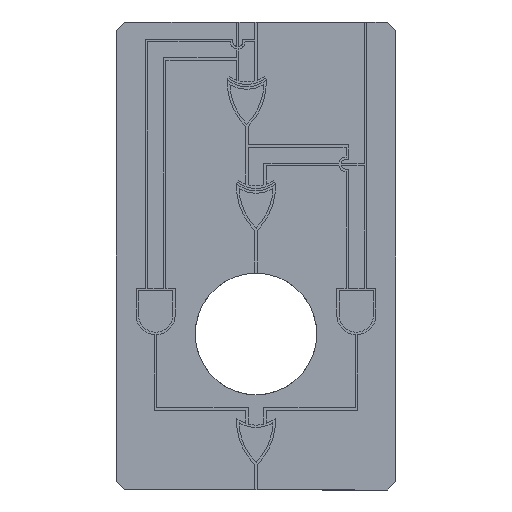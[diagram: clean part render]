
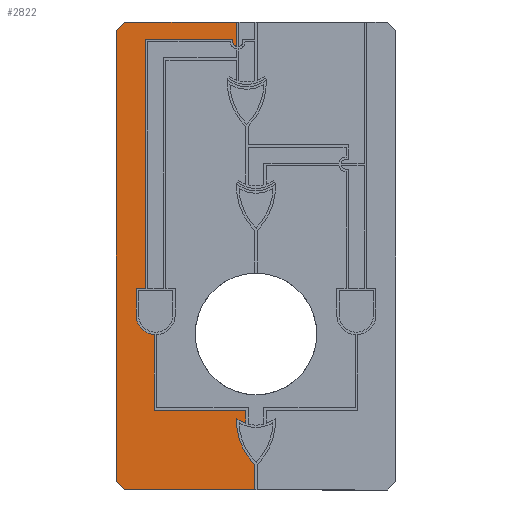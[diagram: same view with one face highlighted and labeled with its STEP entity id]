
A CAD part, front view. The second image highlights one B-rep face of the part: STEP entity #2822.
In plain terms, the highlighted planar face has unit normal (0, -1, 0).
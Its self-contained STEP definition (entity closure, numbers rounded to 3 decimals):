
#17 = DIRECTION ( 'NONE',  ( 0., 0., 1. ) ) ;
#45 = CARTESIAN_POINT ( 'NONE',  ( -54., 0., 96.173 ) ) ;
#88 = CARTESIAN_POINT ( 'NONE',  ( -8., 0., 96.173 ) ) ;
#96 = VECTOR ( 'NONE', #3946, 1000. ) ;
#114 = VECTOR ( 'NONE', #425, 1000. ) ;
#197 = AXIS2_PLACEMENT_3D ( 'NONE', #352, #3447, #17 ) ;
#217 = VECTOR ( 'NONE', #1468, 1000. ) ;
#268 = AXIS2_PLACEMENT_3D ( 'NONE', #3123, #3100, #722 ) ;
#298 = LINE ( 'NONE', #4210, #4298 ) ;
#352 = CARTESIAN_POINT ( 'NONE',  ( 0., 0., 0. ) ) ;
#363 = LINE ( 'NONE', #2697, #2276 ) ;
#390 = ORIENTED_EDGE ( 'NONE', *, *, #2516, .F. ) ;
#392 = DIRECTION ( 'NONE',  ( 0., 0., -1. ) ) ;
#425 = DIRECTION ( 'NONE',  ( -0.707, 0., -0.707 ) ) ;
#450 = EDGE_CURVE ( 'NONE', #4240, #3177, #1950, .T. ) ;
#461 = DIRECTION ( 'NONE',  ( 0., 1., 0. ) ) ;
#513 = VECTOR ( 'NONE', #1184, 1000. ) ;
#605 = CIRCLE ( 'NONE', #3218, 12.5 ) ;
#676 = CARTESIAN_POINT ( 'NONE',  ( -4.25, 0., -63.444 ) ) ;
#701 = DIRECTION ( 'NONE',  ( 0., 1., 0. ) ) ;
#722 = DIRECTION ( 'NONE',  ( 1., 0., 0. ) ) ;
#733 = DIRECTION ( 'NONE',  ( 0., 0., 1. ) ) ;
#741 = FACE_OUTER_BOUND ( 'NONE', #4917, .T. ) ;
#860 = VERTEX_POINT ( 'NONE', #4300 ) ;
#873 = ORIENTED_EDGE ( 'NONE', *, *, #3810, .T. ) ;
#875 = CARTESIAN_POINT ( 'NONE',  ( -57.5, 0., -92.673 ) ) ;
#881 = CARTESIAN_POINT ( 'NONE',  ( -8., 0., 86.114 ) ) ;
#916 = VERTEX_POINT ( 'NONE', #4064 ) ;
#928 = CARTESIAN_POINT ( 'NONE',  ( -0.5, 0., -96.173 ) ) ;
#980 = CARTESIAN_POINT ( 'NONE',  ( -9.5, 0., 89.051 ) ) ;
#1004 = LINE ( 'NONE', #3761, #217 ) ;
#1023 = EDGE_CURVE ( 'NONE', #4980, #2874, #4165, .T. ) ;
#1026 = VERTEX_POINT ( 'NONE', #980 ) ;
#1059 = CARTESIAN_POINT ( 'NONE',  ( -4.25, 0., -68.752 ) ) ;
#1083 = DIRECTION ( 'NONE',  ( 1., 0., 0. ) ) ;
#1086 = EDGE_CURVE ( 'NONE', #1087, #860, #605, .T. ) ;
#1087 = VERTEX_POINT ( 'NONE', #1059 ) ;
#1088 = VERTEX_POINT ( 'NONE', #2618 ) ;
#1155 = ORIENTED_EDGE ( 'NONE', *, *, #3390, .T. ) ;
#1177 = CARTESIAN_POINT ( 'NONE',  ( 57.5, 0., -96.173 ) ) ;
#1184 = DIRECTION ( 'NONE',  ( 0., 0., 1. ) ) ;
#1223 = VERTEX_POINT ( 'NONE', #4604 ) ;
#1265 = VECTOR ( 'NONE', #3501, 1000. ) ;
#1269 = EDGE_CURVE ( 'NONE', #4176, #4240, #5040, .T. ) ;
#1279 = VERTEX_POINT ( 'NONE', #3984 ) ;
#1314 = ORIENTED_EDGE ( 'NONE', *, *, #1023, .F. ) ;
#1468 = DIRECTION ( 'NONE',  ( -1., 0., 0. ) ) ;
#1491 = ORIENTED_EDGE ( 'NONE', *, *, #4804, .F. ) ;
#1545 = CARTESIAN_POINT ( 'NONE',  ( -0.5, 0., -85.615 ) ) ;
#1633 = CARTESIAN_POINT ( 'NONE',  ( -41.75, 0., -63.444 ) ) ;
#1645 = CARTESIAN_POINT ( 'NONE',  ( -9.5, 0., 89.051 ) ) ;
#1651 = CARTESIAN_POINT ( 'NONE',  ( -54., 0., 96.173 ) ) ;
#1674 = DIRECTION ( 'NONE',  ( 0., 1., 0. ) ) ;
#1680 = CARTESIAN_POINT ( 'NONE',  ( -9.5, 0., 89.051 ) ) ;
#1705 = LINE ( 'NONE', #1680, #96 ) ;
#1793 = EDGE_CURVE ( 'NONE', #4980, #1223, #4385, .T. ) ;
#1904 = LINE ( 'NONE', #3051, #513 ) ;
#1923 = VECTOR ( 'NONE', #4265, 1000. ) ;
#1933 = CIRCLE ( 'NONE', #3631, 2. ) ;
#1946 = CARTESIAN_POINT ( 'NONE',  ( -54., 0., -96.173 ) ) ;
#1950 = LINE ( 'NONE', #1177, #1980 ) ;
#1966 = LINE ( 'NONE', #3939, #4508 ) ;
#1980 = VECTOR ( 'NONE', #5054, 1000. ) ;
#1989 = LINE ( 'NONE', #2394, #3054 ) ;
#2043 = EDGE_CURVE ( 'NONE', #916, #4538, #3438, .T. ) ;
#2047 = DIRECTION ( 'NONE',  ( 1., 0., 0. ) ) ;
#2055 = ORIENTED_EDGE ( 'NONE', *, *, #2043, .T. ) ;
#2078 = CARTESIAN_POINT ( 'NONE',  ( -7.5, 0., 88.051 ) ) ;
#2113 = VERTEX_POINT ( 'NONE', #4639 ) ;
#2124 = ORIENTED_EDGE ( 'NONE', *, *, #1086, .F. ) ;
#2128 = ORIENTED_EDGE ( 'NONE', *, *, #4179, .F. ) ;
#2200 = ORIENTED_EDGE ( 'NONE', *, *, #3716, .T. ) ;
#2276 = VECTOR ( 'NONE', #2047, 1000. ) ;
#2279 = CARTESIAN_POINT ( 'NONE',  ( -49.25, 0., -24.327 ) ) ;
#2347 = LINE ( 'NONE', #3938, #4353 ) ;
#2387 = VERTEX_POINT ( 'NONE', #676 ) ;
#2394 = CARTESIAN_POINT ( 'NONE',  ( -57.5, 0., -92.673 ) ) ;
#2407 = ORIENTED_EDGE ( 'NONE', *, *, #4574, .F. ) ;
#2415 = DIRECTION ( 'NONE',  ( 0., 0., -1. ) ) ;
#2422 = DIRECTION ( 'NONE',  ( 0., 0., 1. ) ) ;
#2480 = VECTOR ( 'NONE', #733, 1000. ) ;
#2514 = VERTEX_POINT ( 'NONE', #875 ) ;
#2516 = EDGE_CURVE ( 'NONE', #3753, #4593, #1933, .T. ) ;
#2618 = CARTESIAN_POINT ( 'NONE',  ( -45.5, 0., -13.327 ) ) ;
#2654 = VECTOR ( 'NONE', #4373, 1000. ) ;
#2697 = CARTESIAN_POINT ( 'NONE',  ( -41.25, 0., -63.444 ) ) ;
#2731 = EDGE_CURVE ( 'NONE', #2514, #1223, #2741, .T. ) ;
#2735 = DIRECTION ( 'NONE',  ( 0., 0., -1. ) ) ;
#2741 = LINE ( 'NONE', #4646, #1265 ) ;
#2747 = ORIENTED_EDGE ( 'NONE', *, *, #3843, .T. ) ;
#2802 = ORIENTED_EDGE ( 'NONE', *, *, #450, .F. ) ;
#2822 = ADVANCED_FACE ( 'NONE', ( #741 ), #3855, .F. ) ;
#2823 = ORIENTED_EDGE ( 'NONE', *, *, #1793, .T. ) ;
#2866 = VERTEX_POINT ( 'NONE', #1633 ) ;
#2874 = VERTEX_POINT ( 'NONE', #88 ) ;
#3004 = CARTESIAN_POINT ( 'NONE',  ( 0., 0., -56.997 ) ) ;
#3051 = CARTESIAN_POINT ( 'NONE',  ( -45.5, 0., -13.827 ) ) ;
#3054 = VECTOR ( 'NONE', #3642, 1000. ) ;
#3100 = DIRECTION ( 'NONE',  ( 0., 1., 0. ) ) ;
#3109 = CARTESIAN_POINT ( 'NONE',  ( -0.5, 0., -85.822 ) ) ;
#3123 = CARTESIAN_POINT ( 'NONE',  ( 17.85, 0., -67.615 ) ) ;
#3177 = VERTEX_POINT ( 'NONE', #1946 ) ;
#3218 = AXIS2_PLACEMENT_3D ( 'NONE', #3004, #701, #1083 ) ;
#3229 = ORIENTED_EDGE ( 'NONE', *, *, #4279, .T. ) ;
#3267 = ORIENTED_EDGE ( 'NONE', *, *, #1269, .F. ) ;
#3283 = EDGE_CURVE ( 'NONE', #1026, #4593, #1705, .T. ) ;
#3390 = EDGE_CURVE ( 'NONE', #2514, #3177, #1989, .T. ) ;
#3408 = ORIENTED_EDGE ( 'NONE', *, *, #3283, .T. ) ;
#3438 = LINE ( 'NONE', #2279, #2480 ) ;
#3447 = DIRECTION ( 'NONE',  ( 0., 1., 0. ) ) ;
#3501 = DIRECTION ( 'NONE',  ( 0., 0., 1. ) ) ;
#3594 = CARTESIAN_POINT ( 'NONE',  ( -9.5, 0., 88.051 ) ) ;
#3631 = AXIS2_PLACEMENT_3D ( 'NONE', #2078, #461, #2415 ) ;
#3642 = DIRECTION ( 'NONE',  ( 0.707, 0., -0.707 ) ) ;
#3659 = CARTESIAN_POINT ( 'NONE',  ( -41.25, 0., -24.327 ) ) ;
#3716 = EDGE_CURVE ( 'NONE', #3753, #2874, #1966, .T. ) ;
#3753 = VERTEX_POINT ( 'NONE', #881 ) ;
#3761 = CARTESIAN_POINT ( 'NONE',  ( -41.25, 0., -13.327 ) ) ;
#3810 = EDGE_CURVE ( 'NONE', #1088, #1279, #1904, .T. ) ;
#3843 = EDGE_CURVE ( 'NONE', #4176, #860, #4347, .T. ) ;
#3855 = PLANE ( 'NONE',  #197 ) ;
#3938 = CARTESIAN_POINT ( 'NONE',  ( -41.75, 0., -31.827 ) ) ;
#3939 = CARTESIAN_POINT ( 'NONE',  ( -8., 0., 71.6 ) ) ;
#3946 = DIRECTION ( 'NONE',  ( 0., 0., -1. ) ) ;
#3984 = CARTESIAN_POINT ( 'NONE',  ( -45.5, 0., 89.051 ) ) ;
#4064 = CARTESIAN_POINT ( 'NONE',  ( -49.25, 0., -24.327 ) ) ;
#4099 = ORIENTED_EDGE ( 'NONE', *, *, #4104, .T. ) ;
#4104 = EDGE_CURVE ( 'NONE', #1279, #1026, #4345, .T. ) ;
#4143 = DIRECTION ( 'NONE',  ( 1., 0., 0. ) ) ;
#4165 = LINE ( 'NONE', #4527, #4827 ) ;
#4176 = VERTEX_POINT ( 'NONE', #3109 ) ;
#4179 = EDGE_CURVE ( 'NONE', #2113, #2866, #2347, .T. ) ;
#4210 = CARTESIAN_POINT ( 'NONE',  ( -4.25, 0., -62.944 ) ) ;
#4240 = VERTEX_POINT ( 'NONE', #928 ) ;
#4255 = ORIENTED_EDGE ( 'NONE', *, *, #2731, .F. ) ;
#4265 = DIRECTION ( 'NONE',  ( 0., 0., -1. ) ) ;
#4279 = EDGE_CURVE ( 'NONE', #2113, #916, #4838, .T. ) ;
#4298 = VECTOR ( 'NONE', #2735, 1000. ) ;
#4300 = CARTESIAN_POINT ( 'NONE',  ( -7.981, 0., -66.617 ) ) ;
#4345 = LINE ( 'NONE', #1645, #2654 ) ;
#4347 = CIRCLE ( 'NONE', #268, 25.85 ) ;
#4353 = VECTOR ( 'NONE', #392, 1000. ) ;
#4363 = CARTESIAN_POINT ( 'NONE',  ( -49.25, 0., -13.327 ) ) ;
#4373 = DIRECTION ( 'NONE',  ( 1., 0., 0. ) ) ;
#4385 = LINE ( 'NONE', #45, #114 ) ;
#4486 = EDGE_CURVE ( 'NONE', #1088, #4538, #1004, .T. ) ;
#4496 = DIRECTION ( 'NONE',  ( 1., 0., 0. ) ) ;
#4508 = VECTOR ( 'NONE', #2422, 1000. ) ;
#4527 = CARTESIAN_POINT ( 'NONE',  ( 57.5, 0., 96.173 ) ) ;
#4538 = VERTEX_POINT ( 'NONE', #4363 ) ;
#4574 = EDGE_CURVE ( 'NONE', #2866, #2387, #363, .T. ) ;
#4593 = VERTEX_POINT ( 'NONE', #3594 ) ;
#4604 = CARTESIAN_POINT ( 'NONE',  ( -57.5, 0., 92.673 ) ) ;
#4639 = CARTESIAN_POINT ( 'NONE',  ( -41.75, 0., -32.312 ) ) ;
#4646 = CARTESIAN_POINT ( 'NONE',  ( -57.5, 0., 96.173 ) ) ;
#4756 = AXIS2_PLACEMENT_3D ( 'NONE', #3659, #1674, #4496 ) ;
#4804 = EDGE_CURVE ( 'NONE', #2387, #1087, #298, .T. ) ;
#4827 = VECTOR ( 'NONE', #4143, 1000. ) ;
#4838 = CIRCLE ( 'NONE', #4756, 8. ) ;
#4917 = EDGE_LOOP ( 'NONE', ( #3408, #390, #2200, #1314, #2823, #4255, #1155, #2802, #3267, #2747, #2124, #1491, #2407, #2128, #3229, #2055, #5021, #873, #4099 ) ) ;
#4980 = VERTEX_POINT ( 'NONE', #1651 ) ;
#5021 = ORIENTED_EDGE ( 'NONE', *, *, #4486, .F. ) ;
#5040 = LINE ( 'NONE', #1545, #1923 ) ;
#5054 = DIRECTION ( 'NONE',  ( -1., 0., 0. ) ) ;
